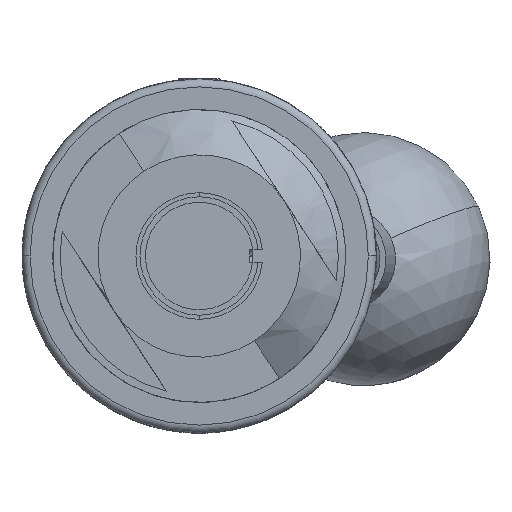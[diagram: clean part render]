
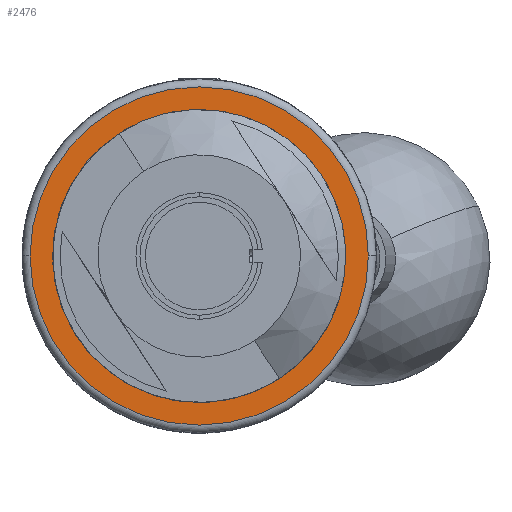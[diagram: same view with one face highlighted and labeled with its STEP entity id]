
A CAD part, left-side view. The second image highlights one B-rep face of the part: STEP entity #2476.
In plain terms, the highlighted planar face has unit normal (-1, 0, 0).
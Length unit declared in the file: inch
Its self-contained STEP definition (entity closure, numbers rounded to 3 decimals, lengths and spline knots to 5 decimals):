
#755 = DIRECTION ( 'NONE',  ( -1., 0., 0. ) ) ;
#848 = ORIENTED_EDGE ( 'NONE', *, *, #6836, .T. ) ;
#961 = CARTESIAN_POINT ( 'NONE',  ( -2.912, 0., 0. ) ) ;
#994 = CARTESIAN_POINT ( 'NONE',  ( -2.912, 0., 0. ) ) ;
#1059 = FACE_OUTER_BOUND ( 'NONE', #1212, .T. ) ;
#1212 = EDGE_LOOP ( 'NONE', ( #11149, #848 ) ) ;
#2476 = ADVANCED_FACE ( 'NONE', ( #1059, #8429 ), #6407, .F. ) ;
#2547 = AXIS2_PLACEMENT_3D ( 'NONE', #994, #11760, #12587 ) ;
#3175 = DIRECTION ( 'NONE',  ( -1., 0., 0. ) ) ;
#4213 = CARTESIAN_POINT ( 'NONE',  ( -2.912, -0.835, 0. ) ) ;
#4558 = VERTEX_POINT ( 'NONE', #7860 ) ;
#4751 = AXIS2_PLACEMENT_3D ( 'NONE', #961, #3175, #6323 ) ;
#4864 = DIRECTION ( 'NONE',  ( 0., -1., 0. ) ) ;
#5069 = CARTESIAN_POINT ( 'NONE',  ( -2.912, 0.835, 0. ) ) ;
#5761 = AXIS2_PLACEMENT_3D ( 'NONE', #9894, #10094, #4864 ) ;
#5769 = VERTEX_POINT ( 'NONE', #12017 ) ;
#6323 = DIRECTION ( 'NONE',  ( 0., -1., 0. ) ) ;
#6407 = PLANE ( 'NONE',  #10983 ) ;
#6836 = EDGE_CURVE ( 'NONE', #7566, #12025, #11140, .T. ) ;
#6962 = AXIS2_PLACEMENT_3D ( 'NONE', #11186, #755, #10147 ) ;
#7566 = VERTEX_POINT ( 'NONE', #5069 ) ;
#7623 = DIRECTION ( 'NONE',  ( 0., -1., 0. ) ) ;
#7690 = CARTESIAN_POINT ( 'NONE',  ( -2.912, -0.875, 0. ) ) ;
#7827 = CIRCLE ( 'NONE', #6962, 0.438 ) ;
#7860 = CARTESIAN_POINT ( 'NONE',  ( -2.912, 0., 0.438 ) ) ;
#8221 = EDGE_CURVE ( 'NONE', #4558, #5769, #9254, .T. ) ;
#8429 = FACE_BOUND ( 'NONE', #11882, .T. ) ;
#8627 = DIRECTION ( 'NONE',  ( 1., 0., 0. ) ) ;
#8719 = ORIENTED_EDGE ( 'NONE', *, *, #13366, .F. ) ;
#9254 = CIRCLE ( 'NONE', #5761, 0.438 ) ;
#9894 = CARTESIAN_POINT ( 'NONE',  ( -2.912, 0., 0. ) ) ;
#10094 = DIRECTION ( 'NONE',  ( -1., 0., 0. ) ) ;
#10147 = DIRECTION ( 'NONE',  ( 0., -1., 0. ) ) ;
#10398 = ORIENTED_EDGE ( 'NONE', *, *, #8221, .F. ) ;
#10983 = AXIS2_PLACEMENT_3D ( 'NONE', #7690, #8627, #7623 ) ;
#11140 = CIRCLE ( 'NONE', #4751, 0.835 ) ;
#11149 = ORIENTED_EDGE ( 'NONE', *, *, #11611, .T. ) ;
#11186 = CARTESIAN_POINT ( 'NONE',  ( -2.912, 0., 0. ) ) ;
#11611 = EDGE_CURVE ( 'NONE', #12025, #7566, #12020, .T. ) ;
#11760 = DIRECTION ( 'NONE',  ( -1., 0., 0. ) ) ;
#11882 = EDGE_LOOP ( 'NONE', ( #10398, #8719 ) ) ;
#12017 = CARTESIAN_POINT ( 'NONE',  ( -2.912, 0., -0.438 ) ) ;
#12020 = CIRCLE ( 'NONE', #2547, 0.835 ) ;
#12025 = VERTEX_POINT ( 'NONE', #4213 ) ;
#12587 = DIRECTION ( 'NONE',  ( 0., -1., 0. ) ) ;
#13366 = EDGE_CURVE ( 'NONE', #5769, #4558, #7827, .T. ) ;
